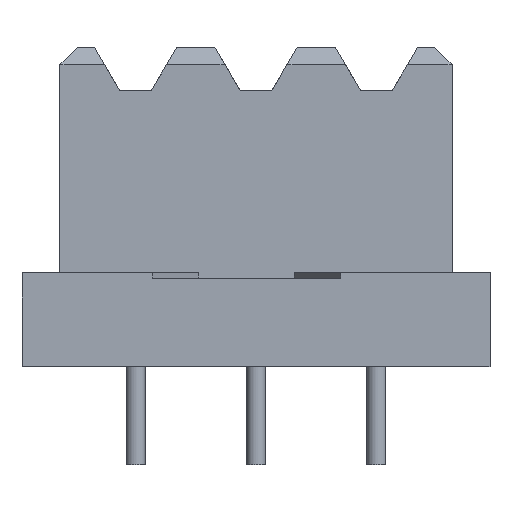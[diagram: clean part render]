
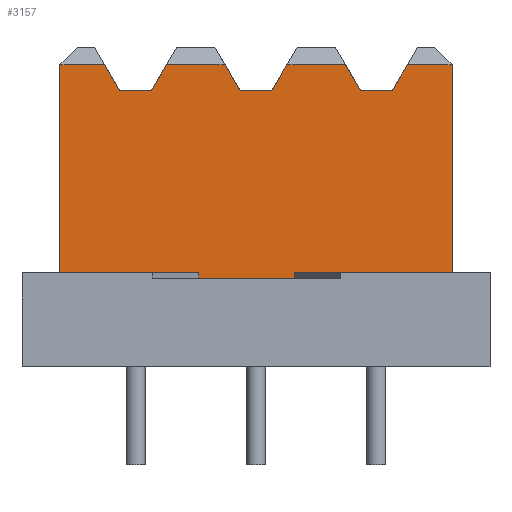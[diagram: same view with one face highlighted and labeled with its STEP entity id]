
A CAD part, front view. The second image highlights one B-rep face of the part: STEP entity #3157.
In plain terms, the highlighted free-form (B-spline) face has degree [1, 1] with [2, 2] control points.
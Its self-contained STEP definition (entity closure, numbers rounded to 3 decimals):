
#1860=CARTESIAN_POINT('',(-6.2,-41.18,1.57));
#1861=VERTEX_POINT('',#1860);
#1867=CARTESIAN_POINT('',(-6.2,-41.18,9.55));
#1868=VERTEX_POINT('',#1867);
#1869=CARTESIAN_POINT('',(-6.2,-41.18,1.57));
#1870=CARTESIAN_POINT('',(-6.2,-41.18,9.55));
#1871=QUASI_UNIFORM_CURVE('',1,(#1869,#1870),.UNSPECIFIED.,.F.,.U.);
#1872=EDGE_CURVE('',#1861,#1868,#1871,.T.);
#1945=CARTESIAN_POINT('',(-4.789,-41.18,9.55));
#1946=VERTEX_POINT('',#1945);
#1947=CARTESIAN_POINT('',(-6.2,-41.18,9.55));
#1948=CARTESIAN_POINT('',(-4.789,-41.18,9.55));
#1949=B_SPLINE_CURVE_WITH_KNOTS('',1,(#1947,#1948),.UNSPECIFIED.,.F.,.U.,(2,2),(8.228,10.042),.UNSPECIFIED.);
#1950=EDGE_CURVE('',#1868,#1946,#1949,.T.);
#2004=CARTESIAN_POINT('',(-4.31,-41.18,8.73));
#2005=VERTEX_POINT('',#2004);
#2006=CARTESIAN_POINT('',(-4.789,-41.18,9.55));
#2007=CARTESIAN_POINT('',(-4.31,-41.18,8.73));
#2008=QUASI_UNIFORM_CURVE('',1,(#2006,#2007),.UNSPECIFIED.,.F.,.U.);
#2009=EDGE_CURVE('',#1946,#2005,#2008,.T.);
#2034=CARTESIAN_POINT('',(-3.31,-41.18,8.73));
#2035=VERTEX_POINT('',#2034);
#2036=CARTESIAN_POINT('',(-4.31,-41.18,8.73));
#2037=CARTESIAN_POINT('',(-3.31,-41.18,8.73));
#2038=QUASI_UNIFORM_CURVE('',1,(#2036,#2037),.UNSPECIFIED.,.F.,.U.);
#2039=EDGE_CURVE('',#2005,#2035,#2038,.T.);
#2110=CARTESIAN_POINT('',(-2.831,-41.18,9.55));
#2111=VERTEX_POINT('',#2110);
#2117=CARTESIAN_POINT('',(-0.979,-41.18,9.55));
#2118=VERTEX_POINT('',#2117);
#2119=CARTESIAN_POINT('',(-2.831,-41.18,9.55));
#2120=CARTESIAN_POINT('',(-0.979,-41.18,9.55));
#2121=B_SPLINE_CURVE_WITH_KNOTS('',1,(#2119,#2120),.UNSPECIFIED.,.F.,.U.,(2,2),(12.559,14.941),.UNSPECIFIED.);
#2122=EDGE_CURVE('',#2111,#2118,#2121,.T.);
#2138=CARTESIAN_POINT('',(-3.31,-41.18,8.73));
#2139=CARTESIAN_POINT('',(-2.831,-41.18,9.55));
#2140=QUASI_UNIFORM_CURVE('',1,(#2138,#2139),.UNSPECIFIED.,.F.,.U.);
#2141=EDGE_CURVE('',#2035,#2111,#2140,.T.);
#2188=CARTESIAN_POINT('',(-0.5,-41.18,8.73));
#2189=VERTEX_POINT('',#2188);
#2190=CARTESIAN_POINT('',(-0.979,-41.18,9.55));
#2191=CARTESIAN_POINT('',(-0.5,-41.18,8.73));
#2192=QUASI_UNIFORM_CURVE('',1,(#2190,#2191),.UNSPECIFIED.,.F.,.U.);
#2193=EDGE_CURVE('',#2118,#2189,#2192,.T.);
#2218=CARTESIAN_POINT('',(0.5,-41.18,8.73));
#2219=VERTEX_POINT('',#2218);
#2220=CARTESIAN_POINT('',(-0.5,-41.18,8.73));
#2221=CARTESIAN_POINT('',(0.5,-41.18,8.73));
#2222=QUASI_UNIFORM_CURVE('',1,(#2220,#2221),.UNSPECIFIED.,.F.,.U.);
#2223=EDGE_CURVE('',#2189,#2219,#2222,.T.);
#2294=CARTESIAN_POINT('',(2.831,-41.18,9.55));
#2295=VERTEX_POINT('',#2294);
#2302=CARTESIAN_POINT('',(0.979,-41.18,9.55));
#2303=VERTEX_POINT('',#2302);
#2309=CARTESIAN_POINT('',(0.979,-41.18,9.55));
#2310=CARTESIAN_POINT('',(2.831,-41.18,9.55));
#2311=B_SPLINE_CURVE_WITH_KNOTS('',1,(#2309,#2310),.UNSPECIFIED.,.F.,.U.,(2,2),(17.458,19.839),.UNSPECIFIED.);
#2312=EDGE_CURVE('',#2303,#2295,#2311,.T.);
#2322=CARTESIAN_POINT('',(0.5,-41.18,8.73));
#2323=CARTESIAN_POINT('',(0.979,-41.18,9.55));
#2324=QUASI_UNIFORM_CURVE('',1,(#2322,#2323),.UNSPECIFIED.,.F.,.U.);
#2325=EDGE_CURVE('',#2219,#2303,#2324,.T.);
#2372=CARTESIAN_POINT('',(3.31,-41.18,8.73));
#2373=VERTEX_POINT('',#2372);
#2374=CARTESIAN_POINT('',(2.831,-41.18,9.55));
#2375=CARTESIAN_POINT('',(3.31,-41.18,8.73));
#2376=QUASI_UNIFORM_CURVE('',1,(#2374,#2375),.UNSPECIFIED.,.F.,.U.);
#2377=EDGE_CURVE('',#2295,#2373,#2376,.T.);
#2402=CARTESIAN_POINT('',(4.31,-41.18,8.73));
#2403=VERTEX_POINT('',#2402);
#2404=CARTESIAN_POINT('',(3.31,-41.18,8.73));
#2405=CARTESIAN_POINT('',(4.31,-41.18,8.73));
#2406=QUASI_UNIFORM_CURVE('',1,(#2404,#2405),.UNSPECIFIED.,.F.,.U.);
#2407=EDGE_CURVE('',#2373,#2403,#2406,.T.);
#2506=CARTESIAN_POINT('',(4.789,-41.18,9.55));
#2507=VERTEX_POINT('',#2506);
#2508=CARTESIAN_POINT('',(4.31,-41.18,8.73));
#2509=CARTESIAN_POINT('',(4.789,-41.18,9.55));
#2510=QUASI_UNIFORM_CURVE('',1,(#2508,#2509),.UNSPECIFIED.,.F.,.U.);
#2511=EDGE_CURVE('',#2403,#2507,#2510,.T.);
#2535=CARTESIAN_POINT('',(6.2,-41.18,9.55));
#2536=VERTEX_POINT('',#2535);
#2537=CARTESIAN_POINT('',(4.789,-41.18,9.55));
#2538=CARTESIAN_POINT('',(6.2,-41.18,9.55));
#2539=B_SPLINE_CURVE_WITH_KNOTS('',1,(#2537,#2538),.UNSPECIFIED.,.F.,.U.,(2,2),(22.356,24.17),.UNSPECIFIED.);
#2540=EDGE_CURVE('',#2507,#2536,#2539,.T.);
#2664=CARTESIAN_POINT('',(6.2,-41.18,1.57));
#2665=VERTEX_POINT('',#2664);
#2687=CARTESIAN_POINT('',(6.2,-41.18,9.55));
#2688=CARTESIAN_POINT('',(6.2,-41.18,1.57));
#2689=QUASI_UNIFORM_CURVE('',1,(#2687,#2688),.UNSPECIFIED.,.F.,.U.);
#2690=EDGE_CURVE('',#2536,#2665,#2689,.T.);
#2945=CARTESIAN_POINT('',(-1.803,-41.18,2.97));
#2946=VERTEX_POINT('',#2945);
#2947=CARTESIAN_POINT('',(-1.803,-41.18,2.8));
#2948=VERTEX_POINT('',#2947);
#2949=CARTESIAN_POINT('',(-1.803,-41.18,2.97));
#2950=CARTESIAN_POINT('',(-1.803,-41.18,2.8));
#2951=QUASI_UNIFORM_CURVE('',1,(#2949,#2950),.UNSPECIFIED.,.F.,.U.);
#2952=EDGE_CURVE('',#2946,#2948,#2951,.T.);
#2977=CARTESIAN_POINT('',(1.203,-41.18,2.8));
#2978=VERTEX_POINT('',#2977);
#2984=CARTESIAN_POINT('',(-1.803,-41.18,2.8));
#2985=CARTESIAN_POINT('',(1.203,-41.18,2.8));
#2986=B_SPLINE_CURVE_WITH_KNOTS('',1,(#2984,#2985),.UNSPECIFIED.,.F.,.U.,(2,2),(0.0,17.679),.UNSPECIFIED.);
#2987=EDGE_CURVE('',#2948,#2978,#2986,.T.);
#3001=CARTESIAN_POINT('',(1.203,-41.18,2.97));
#3002=VERTEX_POINT('',#3001);
#3008=CARTESIAN_POINT('',(1.203,-41.18,2.8));
#3009=CARTESIAN_POINT('',(1.203,-41.18,2.97));
#3010=QUASI_UNIFORM_CURVE('',1,(#3008,#3009),.UNSPECIFIED.,.F.,.U.);
#3011=EDGE_CURVE('',#2978,#3002,#3010,.T.);
#3024=CARTESIAN_POINT('',(4.375,-41.18,2.97));
#3025=VERTEX_POINT('',#3024);
#3031=CARTESIAN_POINT('',(4.375,-41.18,2.97));
#3032=CARTESIAN_POINT('',(1.203,-41.18,2.97));
#3033=B_SPLINE_CURVE_WITH_KNOTS('',1,(#3031,#3032),.UNSPECIFIED.,.F.,.U.,(2,2),(1.25,1.732),.UNSPECIFIED.);
#3034=EDGE_CURVE('',#3025,#3002,#3033,.T.);
#3053=CARTESIAN_POINT('',(4.375,-41.18,1.57));
#3054=VERTEX_POINT('',#3053);
#3055=CARTESIAN_POINT('',(4.375,-41.18,2.97));
#3056=CARTESIAN_POINT('',(4.375,-41.18,1.57));
#3057=QUASI_UNIFORM_CURVE('',1,(#3055,#3056),.UNSPECIFIED.,.F.,.U.);
#3058=EDGE_CURVE('',#3025,#3054,#3057,.T.);
#3100=CARTESIAN_POINT('',(4.375,-41.18,1.57));
#3101=CARTESIAN_POINT('',(6.2,-41.18,1.57));
#3102=B_SPLINE_CURVE_WITH_KNOTS('',1,(#3100,#3101),.UNSPECIFIED.,.F.,.U.,(2,2),(0.0,1.304),.UNSPECIFIED.);
#3103=EDGE_CURVE('',#3054,#2665,#3102,.T.);
#3110=CARTESIAN_POINT('',(-12.8,-41.18,9.75));
#3111=CARTESIAN_POINT('',(-12.8,-41.18,1.47));
#3112=CARTESIAN_POINT('',(7.6,-41.18,9.75));
#3113=CARTESIAN_POINT('',(7.6,-41.18,1.47));
#3114=B_SPLINE_SURFACE_WITH_KNOTS('',1,1,((#3110,#3112),(#3111,#3113)),.UNSPECIFIED.,.F.,.F.,.U.,(2,2),(2,2),(0.0,1.0),(0.0,2.464),.UNSPECIFIED.);
#3115=ORIENTED_EDGE('',*,*,#3103,.T.);
#3116=ORIENTED_EDGE('',*,*,#2690,.F.);
#3117=ORIENTED_EDGE('',*,*,#2540,.F.);
#3118=ORIENTED_EDGE('',*,*,#2511,.F.);
#3119=ORIENTED_EDGE('',*,*,#2407,.F.);
#3120=ORIENTED_EDGE('',*,*,#2377,.F.);
#3121=ORIENTED_EDGE('',*,*,#2312,.F.);
#3122=ORIENTED_EDGE('',*,*,#2325,.F.);
#3123=ORIENTED_EDGE('',*,*,#2223,.F.);
#3124=ORIENTED_EDGE('',*,*,#2193,.F.);
#3125=ORIENTED_EDGE('',*,*,#2122,.F.);
#3126=ORIENTED_EDGE('',*,*,#2141,.F.);
#3127=ORIENTED_EDGE('',*,*,#2039,.F.);
#3128=ORIENTED_EDGE('',*,*,#2009,.F.);
#3129=ORIENTED_EDGE('',*,*,#1950,.F.);
#3130=ORIENTED_EDGE('',*,*,#1872,.F.);
#3131=CARTESIAN_POINT('',(-4.375,-41.18,1.57));
#3132=VERTEX_POINT('',#3131);
#3133=CARTESIAN_POINT('',(-6.2,-41.18,1.57));
#3134=CARTESIAN_POINT('',(-4.375,-41.18,1.57));
#3135=B_SPLINE_CURVE_WITH_KNOTS('',1,(#3133,#3134),.UNSPECIFIED.,.F.,.U.,(2,2),(0.0,1.304),.UNSPECIFIED.);
#3136=EDGE_CURVE('',#1861,#3132,#3135,.T.);
#3137=ORIENTED_EDGE('',*,*,#3136,.T.);
#3138=CARTESIAN_POINT('',(-4.375,-41.18,2.97));
#3139=VERTEX_POINT('',#3138);
#3140=CARTESIAN_POINT('',(-4.375,-41.18,1.57));
#3141=CARTESIAN_POINT('',(-4.375,-41.18,2.97));
#3142=QUASI_UNIFORM_CURVE('',1,(#3140,#3141),.UNSPECIFIED.,.F.,.U.);
#3143=EDGE_CURVE('',#3132,#3139,#3142,.T.);
#3144=ORIENTED_EDGE('',*,*,#3143,.T.);
#3145=CARTESIAN_POINT('',(-1.803,-41.18,2.97));
#3146=CARTESIAN_POINT('',(-4.375,-41.18,2.97));
#3147=B_SPLINE_CURVE_WITH_KNOTS('',1,(#3145,#3146),.UNSPECIFIED.,.F.,.U.,(2,2),(2.189,2.58),.UNSPECIFIED.);
#3148=EDGE_CURVE('',#2946,#3139,#3147,.T.);
#3149=ORIENTED_EDGE('',*,*,#3148,.F.);
#3150=ORIENTED_EDGE('',*,*,#2952,.T.);
#3151=ORIENTED_EDGE('',*,*,#2987,.T.);
#3152=ORIENTED_EDGE('',*,*,#3011,.T.);
#3153=ORIENTED_EDGE('',*,*,#3034,.F.);
#3154=ORIENTED_EDGE('',*,*,#3058,.T.);
#3155=EDGE_LOOP('',(#3115,#3116,#3117,#3118,#3119,#3120,#3121,#3122,#3123,#3124,#3125,#3126,#3127,#3128,#3129,#3130,#3137,#3144,#3149,#3150,#3151,#3152,#3153,#3154));
#3156=FACE_OUTER_BOUND('',#3155,.T.);
#3157=ADVANCED_FACE('',(#3156),#3114,.T.);
